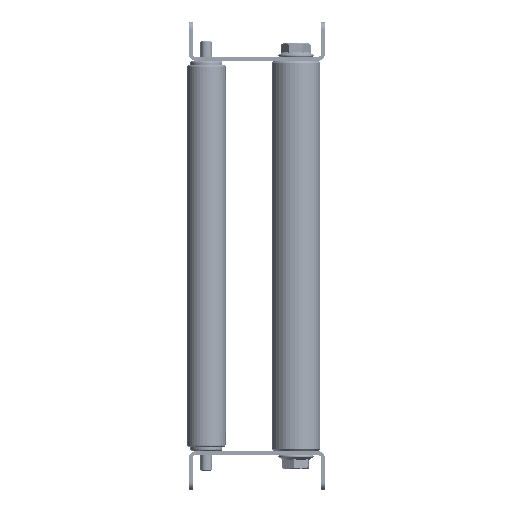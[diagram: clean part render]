
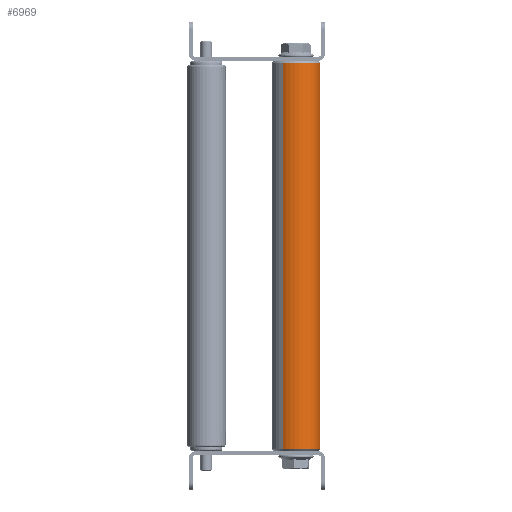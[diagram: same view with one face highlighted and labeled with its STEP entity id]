
A CAD part, left-side view. The second image highlights one B-rep face of the part: STEP entity #6969.
In plain terms, the highlighted cylindrical face has radius 12.5 mm (diameter 25 mm), a partial arc.
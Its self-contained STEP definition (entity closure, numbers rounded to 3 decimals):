
#510 = ORIENTED_EDGE ( 'NONE', *, *, #7088, .T. ) ;
#2676 = DIRECTION ( 'NONE',  ( -1., 0., 0. ) ) ;
#2796 = CARTESIAN_POINT ( 'NONE',  ( 1., 0., 0. ) ) ;
#2853 = LINE ( 'NONE', #9831, #2923 ) ;
#2923 = VECTOR ( 'NONE', #9617, 1000. ) ;
#3891 = CARTESIAN_POINT ( 'NONE',  ( 200., 0., 0. ) ) ;
#3997 = EDGE_LOOP ( 'NONE', ( #510, #14504, #7564, #5198 ) ) ;
#4091 = EDGE_CURVE ( 'NONE', #7565, #6784, #14171, .T. ) ;
#4391 = VERTEX_POINT ( 'NONE', #13480 ) ;
#5198 = ORIENTED_EDGE ( 'NONE', *, *, #13116, .F. ) ;
#5882 = DIRECTION ( 'NONE',  ( 1., 0., 0. ) ) ;
#5980 = CARTESIAN_POINT ( 'NONE',  ( 199., 0., 0. ) ) ;
#5990 = CARTESIAN_POINT ( 'NONE',  ( 200., 0., -12.5 ) ) ;
#6094 = DIRECTION ( 'NONE',  ( 0., 0., -1. ) ) ;
#6784 = VERTEX_POINT ( 'NONE', #8134 ) ;
#6969 = ADVANCED_FACE ( 'NONE', ( #7213 ), #20537, .T. ) ;
#7088 = EDGE_CURVE ( 'NONE', #17196, #4391, #19709, .T. ) ;
#7213 = FACE_OUTER_BOUND ( 'NONE', #3997, .T. ) ;
#7564 = ORIENTED_EDGE ( 'NONE', *, *, #4091, .T. ) ;
#7565 = VERTEX_POINT ( 'NONE', #21556 ) ;
#8134 = CARTESIAN_POINT ( 'NONE',  ( 1., 0., 12.5 ) ) ;
#8462 = DIRECTION ( 'NONE',  ( -1., 0., 0. ) ) ;
#9108 = DIRECTION ( 'NONE',  ( -1., 0., 0. ) ) ;
#9433 = AXIS2_PLACEMENT_3D ( 'NONE', #5980, #9108, #15885 ) ;
#9617 = DIRECTION ( 'NONE',  ( -1., 0., 0. ) ) ;
#9831 = CARTESIAN_POINT ( 'NONE',  ( 200., 0., 12.5 ) ) ;
#11713 = AXIS2_PLACEMENT_3D ( 'NONE', #2796, #5882, #6094 ) ;
#12735 = EDGE_CURVE ( 'NONE', #4391, #7565, #13124, .T. ) ;
#13116 = EDGE_CURVE ( 'NONE', #17196, #6784, #2853, .T. ) ;
#13124 = LINE ( 'NONE', #5990, #16006 ) ;
#13480 = CARTESIAN_POINT ( 'NONE',  ( 199., 0., -12.5 ) ) ;
#14171 = CIRCLE ( 'NONE', #11713, 12.5 ) ;
#14504 = ORIENTED_EDGE ( 'NONE', *, *, #12735, .T. ) ;
#15885 = DIRECTION ( 'NONE',  ( 0., 0., -1. ) ) ;
#16006 = VECTOR ( 'NONE', #2676, 1000. ) ;
#16115 = CARTESIAN_POINT ( 'NONE',  ( 199., 0., 12.5 ) ) ;
#17196 = VERTEX_POINT ( 'NONE', #16115 ) ;
#19709 = CIRCLE ( 'NONE', #9433, 12.5 ) ;
#20065 = AXIS2_PLACEMENT_3D ( 'NONE', #3891, #8462, #20318 ) ;
#20318 = DIRECTION ( 'NONE',  ( 0., 0., 1. ) ) ;
#20537 = CYLINDRICAL_SURFACE ( 'NONE', #20065, 12.5 ) ;
#21556 = CARTESIAN_POINT ( 'NONE',  ( 1., 0., -12.5 ) ) ;
